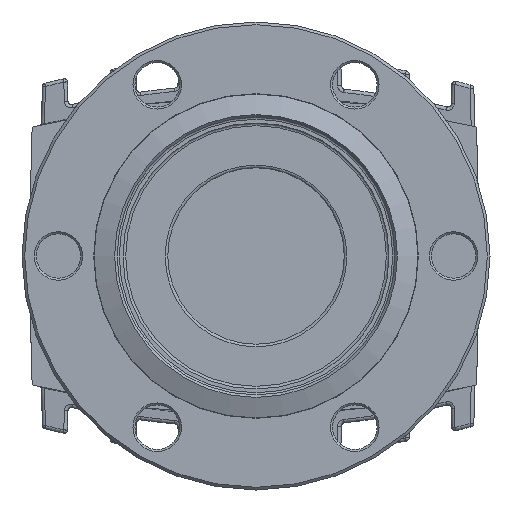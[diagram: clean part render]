
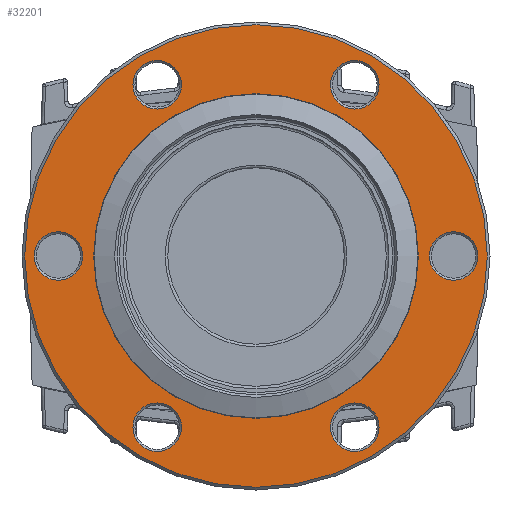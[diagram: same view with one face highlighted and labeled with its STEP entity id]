
A CAD part, front view. The second image highlights one B-rep face of the part: STEP entity #32201.
In plain terms, the highlighted planar face has unit normal (0, -1, 0).
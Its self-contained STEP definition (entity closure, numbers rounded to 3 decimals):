
#31614=CARTESIAN_POINT('',(24.1,-47.2,0.));
#31615=VERTEX_POINT('',#31614);
#31616=CARTESIAN_POINT('',(0.,-47.2,0.));
#31617=DIRECTION('',(0.0,1.0,0.0));
#31618=DIRECTION('',(-1.0,0.0,0.0));
#31619=AXIS2_PLACEMENT_3D('',#31616,#31617,#31618);
#31620=CIRCLE('',#31619,24.1);
#31621=EDGE_CURVE('',#31615,#31615,#31620,.T.);
#31847=CARTESIAN_POINT('',(18.275,-47.2,-25.418));
#31848=VERTEX_POINT('',#31847);
#31849=CARTESIAN_POINT('',(14.675,-47.2,-25.418));
#31850=DIRECTION('',(0.0,-1.0,0.0));
#31851=DIRECTION('',(-1.0,0.0,0.0));
#31852=AXIS2_PLACEMENT_3D('',#31849,#31850,#31851);
#31853=CIRCLE('',#31852,3.6);
#31854=EDGE_CURVE('',#31848,#31848,#31853,.T.);
#31887=CARTESIAN_POINT('',(-11.075,-47.2,-25.418));
#31888=VERTEX_POINT('',#31887);
#31889=CARTESIAN_POINT('',(-14.675,-47.2,-25.418));
#31890=DIRECTION('',(0.0,-1.0,0.0));
#31891=DIRECTION('',(-1.0,0.0,0.0));
#31892=AXIS2_PLACEMENT_3D('',#31889,#31890,#31891);
#31893=CIRCLE('',#31892,3.6);
#31894=EDGE_CURVE('',#31888,#31888,#31893,.T.);
#31927=CARTESIAN_POINT('',(18.275,-47.2,25.418));
#31928=VERTEX_POINT('',#31927);
#31929=CARTESIAN_POINT('',(14.675,-47.2,25.418));
#31930=DIRECTION('',(0.0,-1.0,0.0));
#31931=DIRECTION('',(-1.0,0.0,0.0));
#31932=AXIS2_PLACEMENT_3D('',#31929,#31930,#31931);
#31933=CIRCLE('',#31932,3.6);
#31934=EDGE_CURVE('',#31928,#31928,#31933,.T.);
#31967=CARTESIAN_POINT('',(32.95,-47.2,0.));
#31968=VERTEX_POINT('',#31967);
#31969=CARTESIAN_POINT('',(29.35,-47.2,0.));
#31970=DIRECTION('',(0.0,-1.0,0.0));
#31971=DIRECTION('',(-1.0,0.0,0.0));
#31972=AXIS2_PLACEMENT_3D('',#31969,#31970,#31971);
#31973=CIRCLE('',#31972,3.6);
#31974=EDGE_CURVE('',#31968,#31968,#31973,.T.);
#32007=CARTESIAN_POINT('',(-25.75,-47.2,0.));
#32008=VERTEX_POINT('',#32007);
#32009=CARTESIAN_POINT('',(-29.35,-47.2,0.));
#32010=DIRECTION('',(0.0,-1.0,0.0));
#32011=DIRECTION('',(-1.0,0.0,0.0));
#32012=AXIS2_PLACEMENT_3D('',#32009,#32010,#32011);
#32013=CIRCLE('',#32012,3.6);
#32014=EDGE_CURVE('',#32008,#32008,#32013,.T.);
#32047=CARTESIAN_POINT('',(-11.075,-47.2,25.418));
#32048=VERTEX_POINT('',#32047);
#32049=CARTESIAN_POINT('',(-14.675,-47.2,25.418));
#32050=DIRECTION('',(0.0,-1.0,0.0));
#32051=DIRECTION('',(-1.0,0.0,0.0));
#32052=AXIS2_PLACEMENT_3D('',#32049,#32050,#32051);
#32053=CIRCLE('',#32052,3.6);
#32054=EDGE_CURVE('',#32048,#32048,#32053,.T.);
#32090=CARTESIAN_POINT('',(-34.35,-47.2,0.));
#32091=VERTEX_POINT('',#32090);
#32092=CARTESIAN_POINT('',(0.,-47.2,0.));
#32093=DIRECTION('',(0.0,1.0,0.0));
#32094=DIRECTION('',(1.0,0.0,0.0));
#32095=AXIS2_PLACEMENT_3D('',#32092,#32093,#32094);
#32096=CIRCLE('',#32095,34.35);
#32097=EDGE_CURVE('',#32091,#32091,#32096,.T.);
#32172=CARTESIAN_POINT('',(-29.425,-47.2,0.));
#32173=DIRECTION('',(0.0,-1.0,0.0));
#32174=DIRECTION('',(0.0,0.0,-1.0));
#32175=AXIS2_PLACEMENT_3D('',#32172,#32173,#32174);
#32176=PLANE('',#32175);
#32177=ORIENTED_EDGE('',*,*,#32097,.F.);
#32178=EDGE_LOOP('',(#32177));
#32179=FACE_OUTER_BOUND('',#32178,.T.);
#32180=ORIENTED_EDGE('',*,*,#32054,.F.);
#32181=EDGE_LOOP('',(#32180));
#32182=FACE_BOUND('',#32181,.T.);
#32183=ORIENTED_EDGE('',*,*,#31974,.F.);
#32184=EDGE_LOOP('',(#32183));
#32185=FACE_BOUND('',#32184,.T.);
#32186=ORIENTED_EDGE('',*,*,#31894,.F.);
#32187=EDGE_LOOP('',(#32186));
#32188=FACE_BOUND('',#32187,.T.);
#32189=ORIENTED_EDGE('',*,*,#31621,.T.);
#32190=EDGE_LOOP('',(#32189));
#32191=FACE_BOUND('',#32190,.T.);
#32192=ORIENTED_EDGE('',*,*,#31854,.F.);
#32193=EDGE_LOOP('',(#32192));
#32194=FACE_BOUND('',#32193,.T.);
#32195=ORIENTED_EDGE('',*,*,#31934,.F.);
#32196=EDGE_LOOP('',(#32195));
#32197=FACE_BOUND('',#32196,.T.);
#32198=ORIENTED_EDGE('',*,*,#32014,.F.);
#32199=EDGE_LOOP('',(#32198));
#32200=FACE_BOUND('',#32199,.T.);
#32201=ADVANCED_FACE('',(#32179,#32182,#32185,#32188,#32191,#32194,#32197,#32200),#32176,.T.);
